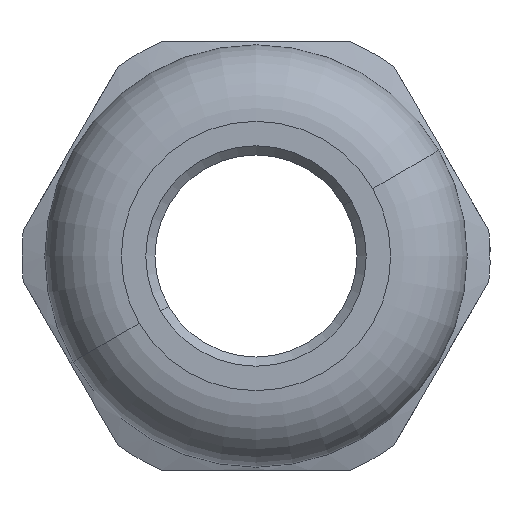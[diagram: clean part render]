
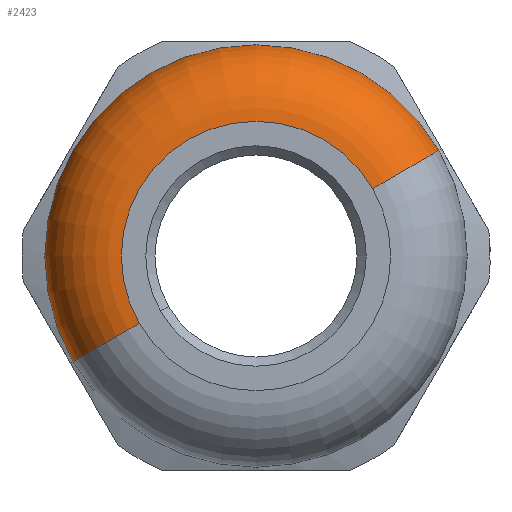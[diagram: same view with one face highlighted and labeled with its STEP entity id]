
A CAD part, left-side view. The second image highlights one B-rep face of the part: STEP entity #2423.
In plain terms, the highlighted toroidal (fillet/blend) face has major radius 4.4 mm and minor radius 2.5 mm.
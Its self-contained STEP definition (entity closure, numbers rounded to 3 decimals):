
#52 = AXIS2_PLACEMENT_3D ( 'NONE', #5073, #1063, #5729 ) ;
#176 = CARTESIAN_POINT ( 'NONE',  ( -9., 0., 0. ) ) ;
#232 = DIRECTION ( 'NONE',  ( 1., 0., 0. ) ) ;
#464 = EDGE_LOOP ( 'NONE', ( #3191, #2847, #6385, #5932 ) ) ;
#465 = TOROIDAL_SURFACE ( 'NONE', #3375, 4.4, 2.5 ) ;
#838 = DIRECTION ( 'NONE',  ( 0., 0., -1. ) ) ;
#886 = CARTESIAN_POINT ( 'NONE',  ( -9., 0., 6.9 ) ) ;
#1063 = DIRECTION ( 'NONE',  ( 0., 1., 0. ) ) ;
#1562 = CARTESIAN_POINT ( 'NONE',  ( -9., 0., 0. ) ) ;
#1852 = VERTEX_POINT ( 'NONE', #886 ) ;
#1982 = EDGE_CURVE ( 'NONE', #5930, #5346, #6926, .T. ) ;
#2423 = ADVANCED_FACE ( 'NONE', ( #7324 ), #465, .T. ) ;
#2594 = VERTEX_POINT ( 'NONE', #5922 ) ;
#2734 = CIRCLE ( 'NONE', #52, 2.5 ) ;
#2847 = ORIENTED_EDGE ( 'NONE', *, *, #8054, .T. ) ;
#3038 = DIRECTION ( 'NONE',  ( 0., -1., 0. ) ) ;
#3191 = ORIENTED_EDGE ( 'NONE', *, *, #1982, .T. ) ;
#3375 = AXIS2_PLACEMENT_3D ( 'NONE', #1562, #232, #6234 ) ;
#3772 = CARTESIAN_POINT ( 'NONE',  ( -11.5, 0., 0. ) ) ;
#4118 = AXIS2_PLACEMENT_3D ( 'NONE', #176, #4839, #838 ) ;
#4441 = DIRECTION ( 'NONE',  ( 0., 0., -1. ) ) ;
#4644 = EDGE_CURVE ( 'NONE', #5930, #2594, #8114, .T. ) ;
#4718 = EDGE_CURVE ( 'NONE', #2594, #1852, #6372, .T. ) ;
#4839 = DIRECTION ( 'NONE',  ( 1., 0., 0. ) ) ;
#5073 = CARTESIAN_POINT ( 'NONE',  ( -9., 0., 4.4 ) ) ;
#5346 = VERTEX_POINT ( 'NONE', #8143 ) ;
#5729 = DIRECTION ( 'NONE',  ( 0., 0., 1. ) ) ;
#5922 = CARTESIAN_POINT ( 'NONE',  ( -9., 0., -6.9 ) ) ;
#5930 = VERTEX_POINT ( 'NONE', #8491 ) ;
#5932 = ORIENTED_EDGE ( 'NONE', *, *, #4644, .F. ) ;
#6234 = DIRECTION ( 'NONE',  ( 0., 0., -1. ) ) ;
#6372 = CIRCLE ( 'NONE', #4118, 6.9 ) ;
#6385 = ORIENTED_EDGE ( 'NONE', *, *, #4718, .F. ) ;
#6926 = CIRCLE ( 'NONE', #7274, 4.4 ) ;
#7038 = CARTESIAN_POINT ( 'NONE',  ( -9., 0., -4.4 ) ) ;
#7274 = AXIS2_PLACEMENT_3D ( 'NONE', #3772, #8397, #4441 ) ;
#7324 = FACE_OUTER_BOUND ( 'NONE', #464, .T. ) ;
#7692 = DIRECTION ( 'NONE',  ( 0., 0., -1. ) ) ;
#7845 = AXIS2_PLACEMENT_3D ( 'NONE', #7038, #3038, #7692 ) ;
#8054 = EDGE_CURVE ( 'NONE', #5346, #1852, #2734, .T. ) ;
#8114 = CIRCLE ( 'NONE', #7845, 2.5 ) ;
#8143 = CARTESIAN_POINT ( 'NONE',  ( -11.5, 0., 4.4 ) ) ;
#8397 = DIRECTION ( 'NONE',  ( 1., 0., 0. ) ) ;
#8491 = CARTESIAN_POINT ( 'NONE',  ( -11.5, 0., -4.4 ) ) ;
